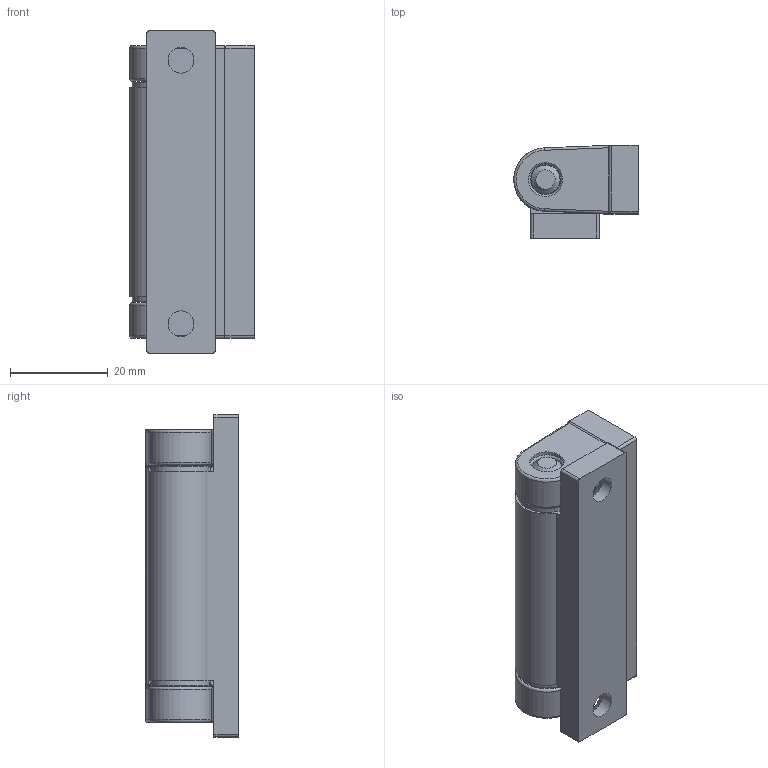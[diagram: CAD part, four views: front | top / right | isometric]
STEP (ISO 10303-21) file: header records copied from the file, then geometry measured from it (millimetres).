
FILE_DESCRIPTION(('STEP AP203'),'1');
FILE_NAME('593.1.2.25.step','2016-10-18T06:36:23',(' '),(' '),'Spatial InterOp 3D',' ',' ');
FILE_SCHEMA(('CONFIG_CONTROL_DESIGN'));
Length unit declared in the file: millimetre
Products named in the file (6): 1; 2; 3; 4; 5; 6
Bounding box: 25.5 x 19 x 66 mm (x, y, z)
Volume: 20683 mm3; surface area: 13740.1 mm2
Topology: 6 solids, 6 shells, 307 faces, 706 edges, 404 vertices
Faces by surface type: plane 162, cylinder 97, torus 18, sphere 16, bspline 8, cone 6
Full cylindrical faces by diameter (mm): 3 x2, 3.2 x4, 5.3 x6, 5.95 x1, 6 x2, 6.2 x1, 6.25 x2, 7 x2, 8 x2, 8.1 x2, 12 x2
Entity records: 8831 total; most frequent: CARTESIAN_POINT 1767, DIRECTION 1547, ORIENTED_EDGE 1272, EDGE_CURVE 636, AXIS2_PLACEMENT_3D 606, VERTEX_POINT 394, EDGE_LOOP 382, FACE_OUTER_BOUND 341
